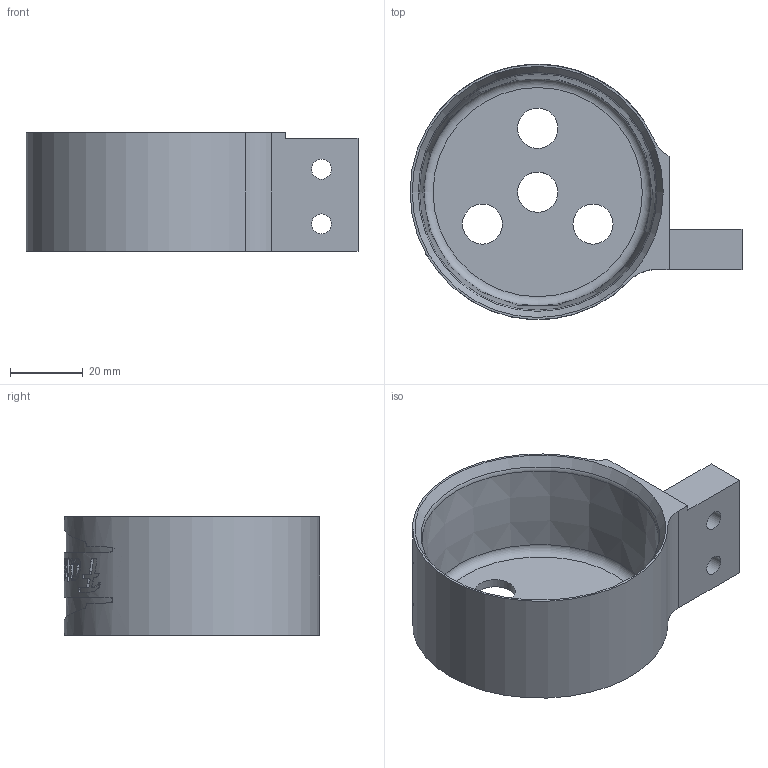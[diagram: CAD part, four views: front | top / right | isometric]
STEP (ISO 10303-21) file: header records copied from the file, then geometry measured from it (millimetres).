
FILE_DESCRIPTION( ( '' ), ' ' );
FILE_NAME( '5a1ffcc7d332ba1027f09ba7.step', '2017-11-30T12:42:48', ( '' ), ( '' ), ' ', ' ', ' ' );
FILE_SCHEMA( ( 'AUTOMOTIVE_DESIGN { 1 0 10303 214 1 1 1 1 }' ) );
Length unit declared in the file: metre
Products named in the file (1): UTM Cover
Bounding box: 91 x 69.96 x 32.5 mm (x, y, z)
Volume: 36746.4 mm3; surface area: 22356.4 mm2
Topology: 1 solids, 1 shells, 242 faces, 698 edges, 466 vertices
Faces by surface type: extrusion 173, plane 49, cylinder 16, torus 2, cone 2
Full cylindrical faces by diameter (mm): 5.5 x2, 11 x4
Entity records: 13627 total; most frequent: CARTESIAN_POINT 5968, ORIENTED_EDGE 1366, DIRECTION 741, EDGE_CURVE 683, B_SPLINE_CURVE_WITH_KNOTS 531, VERTEX_POINT 461, VECTOR 395, EDGE_LOOP 272
